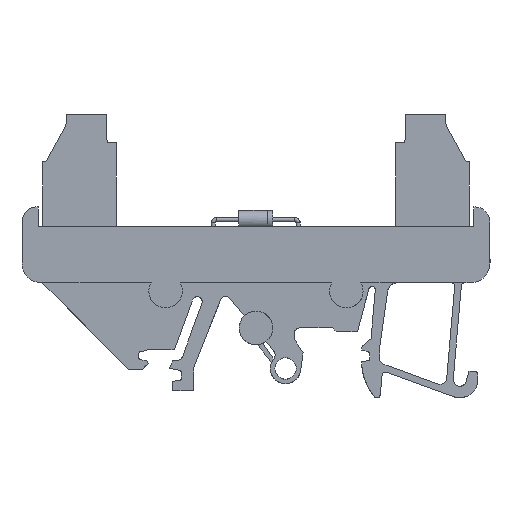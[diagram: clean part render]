
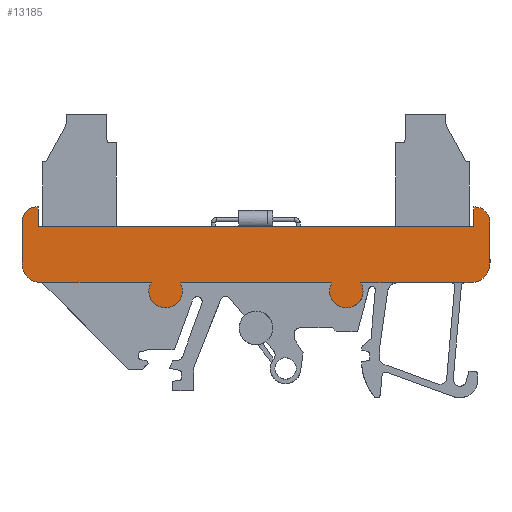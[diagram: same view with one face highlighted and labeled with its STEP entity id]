
A CAD part, left-side view. The second image highlights one B-rep face of the part: STEP entity #13185.
In plain terms, the highlighted planar face has unit normal (-1, 0, 0).
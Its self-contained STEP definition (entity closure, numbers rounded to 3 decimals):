
#5172=AXIS2_PLACEMENT_3D('Circle Axis2P3D',#5170,#5171,$) ;
#5257=AXIS2_PLACEMENT_3D('Circle Axis2P3D',#5255,#5256,$) ;
#5302=AXIS2_PLACEMENT_3D('Circle Axis2P3D',#5300,#5301,$) ;
#12993=AXIS2_PLACEMENT_3D('Circle Axis2P3D',#12991,#12992,$) ;
#13033=AXIS2_PLACEMENT_3D('Circle Axis2P3D',#13031,#13032,$) ;
#13086=AXIS2_PLACEMENT_3D('Circle Axis2P3D',#13084,#13085,$) ;
#13129=AXIS2_PLACEMENT_3D('Circle Axis2P3D',#13127,#13128,$) ;
#13161=AXIS2_PLACEMENT_3D('Plane Axis2P3D',#13158,#13159,#13160) ;
#5167=CARTESIAN_POINT('Vertex',(0.,51.025,15.955)) ;
#5170=CARTESIAN_POINT('Axis2P3D Location',(0.,48.525,15.955)) ;
#5174=CARTESIAN_POINT('Vertex',(0.,50.693,17.199)) ;
#5212=CARTESIAN_POINT('Vertex',(0.,46.025,15.955)) ;
#5216=CARTESIAN_POINT('Control Point',(0.,46.025,15.955)) ;
#5217=CARTESIAN_POINT('Control Point',(0.,46.025,15.17)) ;
#5218=CARTESIAN_POINT('Control Point',(0.,46.333,14.384)) ;
#5219=CARTESIAN_POINT('Control Point',(0.,46.954,13.764)) ;
#5220=CARTESIAN_POINT('Control Point',(0.,48.525,13.147)) ;
#5221=CARTESIAN_POINT('Control Point',(0.,50.096,13.764)) ;
#5222=CARTESIAN_POINT('Control Point',(0.,50.716,14.384)) ;
#5223=CARTESIAN_POINT('Control Point',(0.,51.025,15.17)) ;
#5224=CARTESIAN_POINT('Control Point',(0.,51.025,15.955)) ;
#5252=CARTESIAN_POINT('Vertex',(0.,23.982,15.949)) ;
#5255=CARTESIAN_POINT('Axis2P3D Location',(0.,21.482,15.949)) ;
#5259=CARTESIAN_POINT('Vertex',(0.,23.647,17.199)) ;
#5297=CARTESIAN_POINT('Vertex',(0.,18.982,15.949)) ;
#5300=CARTESIAN_POINT('Axis2P3D Location',(0.,21.482,15.949)) ;
#7859=CARTESIAN_POINT('Line Origine',(0.,70.,23.209)) ;
#7863=CARTESIAN_POINT('Vertex',(0.,70.,20.159)) ;
#7865=CARTESIAN_POINT('Vertex',(0.,70.,26.258)) ;
#7925=CARTESIAN_POINT('Line Origine',(0.,67.6,27.065)) ;
#7929=CARTESIAN_POINT('Vertex',(0.,67.6,28.544)) ;
#7931=CARTESIAN_POINT('Vertex',(0.,67.6,25.586)) ;
#7997=CARTESIAN_POINT('Line Origine',(0.,2.4,27.065)) ;
#8001=CARTESIAN_POINT('Vertex',(0.,2.4,25.586)) ;
#8003=CARTESIAN_POINT('Vertex',(0.,2.4,28.544)) ;
#8068=CARTESIAN_POINT('Line Origine',(0.,0.,23.209)) ;
#8072=CARTESIAN_POINT('Vertex',(0.,0.,26.258)) ;
#8074=CARTESIAN_POINT('Vertex',(0.,0.,20.159)) ;
#8129=CARTESIAN_POINT('Vertex',(0.,2.91,17.199)) ;
#8132=CARTESIAN_POINT('Line Origine',(0.,3.35,17.199)) ;
#8136=CARTESIAN_POINT('Vertex',(0.,3.79,17.199)) ;
#12538=CARTESIAN_POINT('Vertex',(0.,67.015,17.199)) ;
#12541=CARTESIAN_POINT('Line Origine',(0.,67.047,17.199)) ;
#12545=CARTESIAN_POINT('Vertex',(0.,67.08,17.199)) ;
#12916=CARTESIAN_POINT('Control Point',(0.,67.08,17.199)) ;
#12917=CARTESIAN_POINT('Control Point',(0.,68.002,17.212)) ;
#12918=CARTESIAN_POINT('Control Point',(0.,68.92,17.582)) ;
#12919=CARTESIAN_POINT('Control Point',(0.,69.642,18.314)) ;
#12920=CARTESIAN_POINT('Control Point',(0.,70.,19.237)) ;
#12921=CARTESIAN_POINT('Control Point',(0.,70.,20.159)) ;
#12953=CARTESIAN_POINT('Control Point',(0.,70.,26.258)) ;
#12954=CARTESIAN_POINT('Control Point',(0.,70.,26.999)) ;
#12955=CARTESIAN_POINT('Control Point',(0.,69.701,27.741)) ;
#12956=CARTESIAN_POINT('Control Point',(0.,69.096,28.317)) ;
#12957=CARTESIAN_POINT('Control Point',(0.,68.34,28.58)) ;
#12958=CARTESIAN_POINT('Control Point',(0.,67.6,28.544)) ;
#12973=CARTESIAN_POINT('Line Origine',(0.,35.,25.586)) ;
#12991=CARTESIAN_POINT('Axis2P3D Location',(0.,2.289,26.258)) ;
#13031=CARTESIAN_POINT('Axis2P3D Location',(0.,2.961,20.159)) ;
#13053=CARTESIAN_POINT('Line Origine',(0.,11.553,17.199)) ;
#13057=CARTESIAN_POINT('Vertex',(0.,19.317,17.199)) ;
#13084=CARTESIAN_POINT('Axis2P3D Location',(0.,21.482,15.949)) ;
#13106=CARTESIAN_POINT('Vertex',(0.,46.356,17.199)) ;
#13109=CARTESIAN_POINT('Line Origine',(0.,35.002,17.199)) ;
#13127=CARTESIAN_POINT('Axis2P3D Location',(0.,48.525,15.955)) ;
#13145=CARTESIAN_POINT('Line Origine',(0.,58.854,17.199)) ;
#13158=CARTESIAN_POINT('Axis2P3D Location',(0.,35.,17.199)) ;
#5171=DIRECTION('Axis2P3D Direction',(-1.,0.,0.)) ;
#5256=DIRECTION('Axis2P3D Direction',(-1.,0.,0.)) ;
#5301=DIRECTION('Axis2P3D Direction',(-1.,0.,0.)) ;
#7860=DIRECTION('Vector Direction',(0.,0.,1.)) ;
#7926=DIRECTION('Vector Direction',(0.,0.,-1.)) ;
#7998=DIRECTION('Vector Direction',(0.,0.,1.)) ;
#8069=DIRECTION('Vector Direction',(0.,0.,-1.)) ;
#8133=DIRECTION('Vector Direction',(0.,1.,0.)) ;
#12542=DIRECTION('Vector Direction',(0.,-1.,0.)) ;
#12974=DIRECTION('Vector Direction',(0.,-1.,0.)) ;
#12992=DIRECTION('Axis2P3D Direction',(1.,0.,0.)) ;
#13032=DIRECTION('Axis2P3D Direction',(1.,0.,0.)) ;
#13054=DIRECTION('Vector Direction',(0.,1.,0.)) ;
#13085=DIRECTION('Axis2P3D Direction',(-1.,0.,0.)) ;
#13110=DIRECTION('Vector Direction',(0.,1.,0.)) ;
#13128=DIRECTION('Axis2P3D Direction',(-1.,0.,0.)) ;
#13146=DIRECTION('Vector Direction',(0.,1.,0.)) ;
#13159=DIRECTION('Axis2P3D Direction',(1.,0.,0.)) ;
#13160=DIRECTION('Axis2P3D XDirection',(0.,1.,0.)) ;
#7861=VECTOR('Line Direction',#7860,1.) ;
#7927=VECTOR('Line Direction',#7926,1.) ;
#7999=VECTOR('Line Direction',#7998,1.) ;
#8070=VECTOR('Line Direction',#8069,1.) ;
#8134=VECTOR('Line Direction',#8133,1.) ;
#12543=VECTOR('Line Direction',#12542,1.) ;
#12975=VECTOR('Line Direction',#12974,1.) ;
#13055=VECTOR('Line Direction',#13054,1.) ;
#13111=VECTOR('Line Direction',#13110,1.) ;
#13147=VECTOR('Line Direction',#13146,1.) ;
#13164=ORIENTED_EDGE('',*,*,#13035,.F.) ;
#13165=ORIENTED_EDGE('',*,*,#8076,.F.) ;
#13166=ORIENTED_EDGE('',*,*,#12995,.F.) ;
#13167=ORIENTED_EDGE('',*,*,#8005,.F.) ;
#13168=ORIENTED_EDGE('',*,*,#12977,.F.) ;
#13169=ORIENTED_EDGE('',*,*,#7933,.F.) ;
#13170=ORIENTED_EDGE('',*,*,#12959,.F.) ;
#13171=ORIENTED_EDGE('',*,*,#7867,.F.) ;
#13172=ORIENTED_EDGE('',*,*,#12922,.F.) ;
#13173=ORIENTED_EDGE('',*,*,#12547,.T.) ;
#13174=ORIENTED_EDGE('',*,*,#13149,.F.) ;
#13175=ORIENTED_EDGE('',*,*,#5176,.F.) ;
#13176=ORIENTED_EDGE('',*,*,#5225,.F.) ;
#13177=ORIENTED_EDGE('',*,*,#13131,.F.) ;
#13178=ORIENTED_EDGE('',*,*,#13113,.F.) ;
#13179=ORIENTED_EDGE('',*,*,#5261,.F.) ;
#13180=ORIENTED_EDGE('',*,*,#5304,.F.) ;
#13181=ORIENTED_EDGE('',*,*,#13088,.F.) ;
#13182=ORIENTED_EDGE('',*,*,#13059,.F.) ;
#13183=ORIENTED_EDGE('',*,*,#8138,.F.) ;
#13185=ADVANCED_FACE('NONE',(#13184),#13162,.F.) ;
#5215=B_SPLINE_CURVE_WITH_KNOTS('',5,(#5216,#5217,#5218,#5219,#5220,#5221,#5222,#5223,#5224),.UNSPECIFIED.,.F.,.U.,(6,3,6),(-3.927,0.,3.927),.UNSPECIFIED.) ;
#12915=B_SPLINE_CURVE_WITH_KNOTS('',5,(#12916,#12917,#12918,#12919,#12920,#12921),.UNSPECIFIED.,.F.,.U.,(6,6),(0.,4.852),.UNSPECIFIED.) ;
#12952=B_SPLINE_CURVE_WITH_KNOTS('',5,(#12953,#12954,#12955,#12956,#12957,#12958),.UNSPECIFIED.,.F.,.U.,(6,6),(0.,3.918),.UNSPECIFIED.) ;
#5173=CIRCLE('generated circle',#5172,2.5) ;
#5258=CIRCLE('generated circle',#5257,2.5) ;
#5303=CIRCLE('generated circle',#5302,2.5) ;
#12994=CIRCLE('generated circle',#12993,2.289) ;
#13034=CIRCLE('generated circle',#13033,2.961) ;
#13087=CIRCLE('generated circle',#13086,2.5) ;
#13130=CIRCLE('generated circle',#13129,2.5) ;
#5176=EDGE_CURVE('',#5168,#5175,#5173,.F.) ;
#5225=EDGE_CURVE('',#5213,#5168,#5215,.T.) ;
#5261=EDGE_CURVE('',#5253,#5260,#5258,.F.) ;
#5304=EDGE_CURVE('',#5298,#5253,#5303,.F.) ;
#7867=EDGE_CURVE('',#7864,#7866,#7862,.T.) ;
#7933=EDGE_CURVE('',#7930,#7932,#7928,.T.) ;
#8005=EDGE_CURVE('',#8002,#8004,#8000,.T.) ;
#8076=EDGE_CURVE('',#8073,#8075,#8071,.T.) ;
#8138=EDGE_CURVE('',#8130,#8137,#8135,.T.) ;
#12547=EDGE_CURVE('',#12546,#12539,#12544,.T.) ;
#12922=EDGE_CURVE('',#12546,#7864,#12915,.T.) ;
#12959=EDGE_CURVE('',#7866,#7930,#12952,.T.) ;
#12977=EDGE_CURVE('',#7932,#8002,#12976,.T.) ;
#12995=EDGE_CURVE('',#8004,#8073,#12994,.T.) ;
#13035=EDGE_CURVE('',#8075,#8130,#13034,.T.) ;
#13059=EDGE_CURVE('',#8137,#13058,#13056,.T.) ;
#13088=EDGE_CURVE('',#13058,#5298,#13087,.F.) ;
#13113=EDGE_CURVE('',#5260,#13107,#13112,.T.) ;
#13131=EDGE_CURVE('',#13107,#5213,#13130,.F.) ;
#13149=EDGE_CURVE('',#5175,#12539,#13148,.T.) ;
#13163=EDGE_LOOP('',(#13164,#13165,#13166,#13167,#13168,#13169,#13170,#13171,#13172,#13173,#13174,#13175,#13176,#13177,#13178,#13179,#13180,#13181,#13182,#13183)) ;
#13184=FACE_OUTER_BOUND('',#13163,.T.) ;
#7862=LINE('Line',#7859,#7861) ;
#7928=LINE('Line',#7925,#7927) ;
#8000=LINE('Line',#7997,#7999) ;
#8071=LINE('Line',#8068,#8070) ;
#8135=LINE('Line',#8132,#8134) ;
#12544=LINE('Line',#12541,#12543) ;
#12976=LINE('Line',#12973,#12975) ;
#13056=LINE('Line',#13053,#13055) ;
#13112=LINE('Line',#13109,#13111) ;
#13148=LINE('Line',#13145,#13147) ;
#13162=PLANE('',#13161) ;
#5168=VERTEX_POINT('',#5167) ;
#5175=VERTEX_POINT('',#5174) ;
#5213=VERTEX_POINT('',#5212) ;
#5253=VERTEX_POINT('',#5252) ;
#5260=VERTEX_POINT('',#5259) ;
#5298=VERTEX_POINT('',#5297) ;
#7864=VERTEX_POINT('',#7863) ;
#7866=VERTEX_POINT('',#7865) ;
#7930=VERTEX_POINT('',#7929) ;
#7932=VERTEX_POINT('',#7931) ;
#8002=VERTEX_POINT('',#8001) ;
#8004=VERTEX_POINT('',#8003) ;
#8073=VERTEX_POINT('',#8072) ;
#8075=VERTEX_POINT('',#8074) ;
#8130=VERTEX_POINT('',#8129) ;
#8137=VERTEX_POINT('',#8136) ;
#12539=VERTEX_POINT('',#12538) ;
#12546=VERTEX_POINT('',#12545) ;
#13058=VERTEX_POINT('',#13057) ;
#13107=VERTEX_POINT('',#13106) ;
